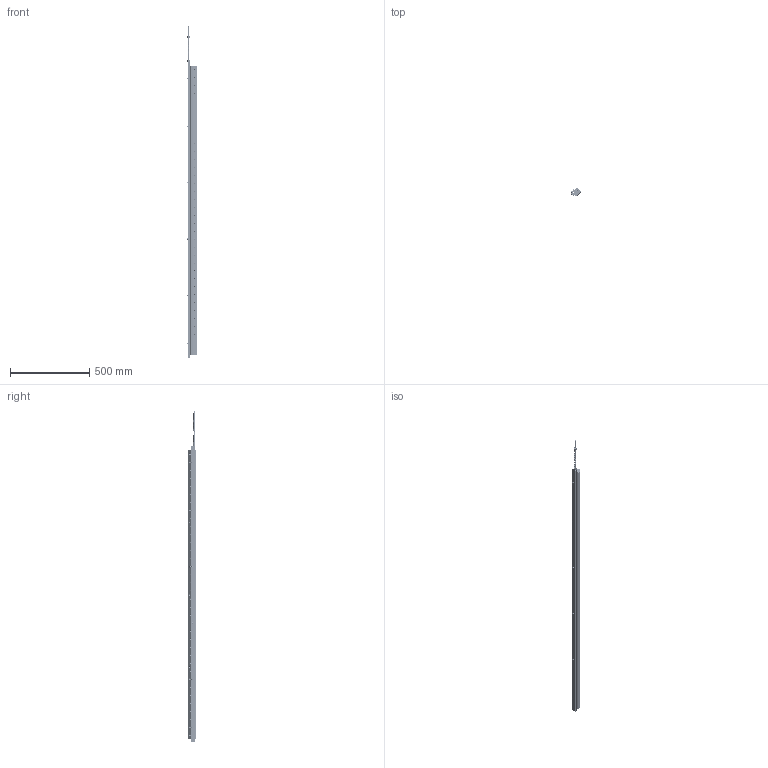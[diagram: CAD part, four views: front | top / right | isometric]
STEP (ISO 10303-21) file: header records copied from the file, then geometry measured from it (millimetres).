
FILE_DESCRIPTION(/* description */ (''),/* implementation_level */ '2;1');
FILE_NAME(/* name */ '112072-DIM.stp',/* time_stamp */ '2017-03-29T13:33:31-04:00',/* author */ ('ryan longshore'),/* organization */ (''),/* preprocessor_version */ 'ST-DEVELOPER v16.5',/* originating_system */ 'Autodesk Inventor 2017',/* authorisation */ '');
FILE_SCHEMA (('AUTOMOTIVE_DESIGN { 1 0 10303 214 3 1 1 }'));
Length unit declared in the file: inch
Products named in the file (24): 112072-DIM; 8072-DIM; 901837; 901574; 901437; 901592; 901565; 901515; 901587; 901724-DIM; 901806-DIM; 901622; 901576-DIM; 901576 without spring-DIM; 901577; 901625; 901770; 110072; 901474; 901475; Unbrako - 1/4 x 3/4; 7525; Unbrako - 10 x 1/4; Unbrako - 1/4 x 1/2
Assembly tree (145 placements, depth 4):
  112072-DIM
    8072-DIM
      901837
      901574
      901437
      901592
      901565
      901515
      901587
      901724-DIM
      901576-DIM  x72
        901576 without spring-DIM
        901577
      901806-DIM
      901622
      901625  x2
      901770
    110072
      901474
      901475
      Unbrako - 1/4 x 3/4  x36
    7525  x6
    Unbrako - 10 x 1/4  x6
    Unbrako - 1/4 x 1/2  x6
Bounding box: 61.3 x 49.76 x 2099.48 mm (x, y, z)
Volume: 2862695.6 mm3; surface area: 851653.7 mm2
Topology: 210 solids, 210 shells, 3038 faces, 6512 edges, 4124 vertices
Faces by surface type: plane 1614, cylinder 1004, cone 314, torus 100, bspline 6
Full cylindrical faces by diameter (mm): 0.508 x1, 0.635 x144, 1.984 x2, 2.54 x1, 2.667 x72, 2.845 x1, 3.454 x1, 3.485 x1, 3.937 x72, 4.089 x6, 4.826 x6, 4.978 x1, 5.055 x1, 5.159 x42, 5.715 x145, 6.35 x43, 6.604 x1, 6.731 x1, 7.144 x42, 8.128 x2, 8.89 x1, 9.144 x1, 9.169 x6, 9.423 x1, 9.525 x3, 10.414 x2, 11.1 x42, 11.112 x8, 12.446 x1, 12.7 x36
Entity records: 29612 total; most frequent: CARTESIAN_POINT 18217, DIRECTION 2426, ORIENTED_EDGE 1556, AXIS2_PLACEMENT_3D 1082, EDGE_LOOP 948, EDGE_CURVE 778, VERTEX_POINT 646, FACE_BOUND 481
